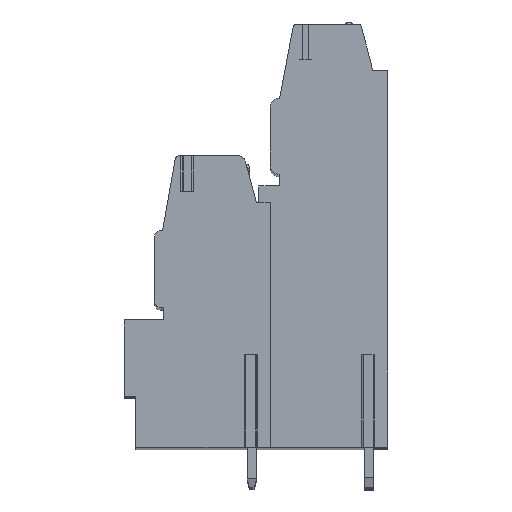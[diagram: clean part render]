
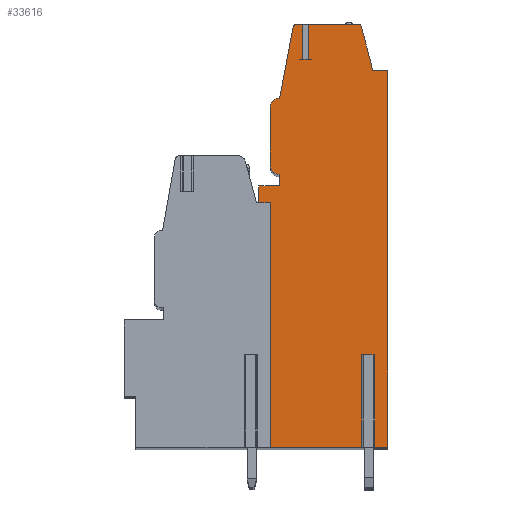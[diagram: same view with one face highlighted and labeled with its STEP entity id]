
A CAD part, top view. The second image highlights one B-rep face of the part: STEP entity #33616.
In plain terms, the highlighted planar face has unit normal (0, 0, 1).
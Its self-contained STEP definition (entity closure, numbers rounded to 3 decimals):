
#13=DIRECTION('',(0.,1.,0.));
#14=VECTOR('',#13,14.45);
#15=CARTESIAN_POINT('',(1.,-19.1,119.38));
#16=LINE('',#15,#14);
#17=DIRECTION('',(0.,-1.,0.));
#18=VECTOR('',#17,1.45);
#19=CARTESIAN_POINT('',(0.,3.5,119.38));
#20=LINE('',#19,#18);
#21=DIRECTION('',(-1.,0.,0.));
#22=VECTOR('',#21,1.8);
#23=CARTESIAN_POINT('',(1.8,3.5,119.38));
#24=LINE('',#23,#22);
#25=DIRECTION('',(0.,-1.,0.));
#26=VECTOR('',#25,1.);
#27=CARTESIAN_POINT('',(1.8,4.5,119.38));
#28=LINE('',#27,#26);
#29=CARTESIAN_POINT('',(1.8,5.3,119.38));
#30=DIRECTION('',(0.,0.,1.));
#31=DIRECTION('',(-1.,0.,0.));
#32=AXIS2_PLACEMENT_3D('',#29,#30,#31);
#34=DIRECTION('',(0.,-1.,0.));
#35=VECTOR('',#34,5.);
#36=CARTESIAN_POINT('',(1.,10.3,119.38));
#37=LINE('',#36,#35);
#38=CARTESIAN_POINT('',(1.8,10.3,119.38));
#39=DIRECTION('',(0.,0.,1.));
#40=DIRECTION('',(0.,1.,0.));
#41=AXIS2_PLACEMENT_3D('',#38,#39,#40);
#43=DIRECTION('',(-0.186,-0.983,0.));
#44=VECTOR('',#43,6.265);
#45=CARTESIAN_POINT('',(2.964,17.256,119.38));
#46=LINE('',#45,#44);
#47=CARTESIAN_POINT('',(3.259,17.2,119.38));
#48=DIRECTION('',(0.,0.,1.));
#49=DIRECTION('',(0.,1.,0.));
#50=AXIS2_PLACEMENT_3D('',#47,#48,#49);
#52=DIRECTION('',(-1.,0.,0.));
#53=VECTOR('',#52,0.551);
#54=CARTESIAN_POINT('',(3.81,17.5,119.38));
#55=LINE('',#54,#53);
#56=DIRECTION('',(0.,-1.,0.));
#57=VECTOR('',#56,3.05);
#58=CARTESIAN_POINT('',(3.81,17.5,119.38));
#59=LINE('',#58,#57);
#60=DIRECTION('',(1.,0.,0.));
#61=VECTOR('',#60,0.5);
#62=CARTESIAN_POINT('',(3.81,14.45,119.38));
#63=LINE('',#62,#61);
#64=DIRECTION('',(0.,-1.,0.));
#65=VECTOR('',#64,3.05);
#66=CARTESIAN_POINT('',(4.31,17.5,119.38));
#67=LINE('',#66,#65);
#68=DIRECTION('',(-1.,0.,0.));
#69=VECTOR('',#68,4.27);
#70=CARTESIAN_POINT('',(8.58,17.5,119.38));
#71=LINE('',#70,#69);
#72=CARTESIAN_POINT('',(8.58,17.2,119.38));
#73=DIRECTION('',(0.,0.,1.));
#74=DIRECTION('',(0.965,0.261,0.));
#75=AXIS2_PLACEMENT_3D('',#72,#73,#74);
#77=DIRECTION('',(-0.261,0.965,0.));
#78=VECTOR('',#77,3.539);
#79=CARTESIAN_POINT('',(9.792,13.861,119.38));
#80=LINE('',#79,#78);
#81=DIRECTION('',(-0.035,0.999,0.));
#82=VECTOR('',#81,0.361);
#83=CARTESIAN_POINT('',(9.805,13.5,119.38));
#84=LINE('',#83,#82);
#85=DIRECTION('',(-1.,0.,0.));
#86=VECTOR('',#85,1.355);
#87=CARTESIAN_POINT('',(11.16,13.5,119.38));
#88=LINE('',#87,#86);
#89=DIRECTION('',(0.,1.,0.));
#90=VECTOR('',#89,32.6);
#91=CARTESIAN_POINT('',(11.16,-19.1,119.38));
#92=LINE('',#91,#90);
#93=DIRECTION('',(1.,0.,0.));
#94=VECTOR('',#93,1.39);
#95=CARTESIAN_POINT('',(9.77,-19.1,119.38));
#96=LINE('',#95,#94);
#97=DIRECTION('',(0.,1.,0.));
#98=VECTOR('',#97,8.);
#99=CARTESIAN_POINT('',(9.77,-19.1,119.38));
#100=LINE('',#99,#98);
#101=DIRECTION('',(-1.,0.,0.));
#102=VECTOR('',#101,0.62);
#103=CARTESIAN_POINT('',(9.77,-11.1,119.38));
#104=LINE('',#103,#102);
#105=DIRECTION('',(0.,1.,0.));
#106=VECTOR('',#105,8.);
#107=CARTESIAN_POINT('',(9.15,-19.1,119.38));
#108=LINE('',#107,#106);
#109=DIRECTION('',(1.,0.,0.));
#110=VECTOR('',#109,8.15);
#111=CARTESIAN_POINT('',(1.,-19.1,119.38));
#112=LINE('',#111,#110);
#133=DIRECTION('',(-1.,0.,0.));
#134=VECTOR('',#133,1.195);
#135=CARTESIAN_POINT('',(1.,-4.65,119.38));
#136=LINE('',#135,#134);
#141=DIRECTION('',(-1.,0.,0.));
#142=VECTOR('',#141,0.195);
#143=CARTESIAN_POINT('',(0.,2.05,119.38));
#144=LINE('',#143,#142);
#1093=DIRECTION('',(0.,-1.,0.));
#1094=VECTOR('',#1093,6.7);
#1095=CARTESIAN_POINT('',(-0.195,2.05,119.38));
#1096=LINE('',#1095,#1094);
#26429=CARTESIAN_POINT('',(11.16,-19.1,119.38));
#26430=CARTESIAN_POINT('',(11.16,13.5,119.38));
#26431=VERTEX_POINT('',#26429);
#26432=VERTEX_POINT('',#26430);
#26433=CARTESIAN_POINT('',(9.805,13.5,119.38));
#26434=VERTEX_POINT('',#26433);
#26435=CARTESIAN_POINT('',(9.792,13.861,119.38));
#26436=VERTEX_POINT('',#26435);
#26437=CARTESIAN_POINT('',(8.87,17.278,119.38));
#26438=VERTEX_POINT('',#26437);
#26439=CARTESIAN_POINT('',(8.58,17.5,119.38));
#26440=VERTEX_POINT('',#26439);
#26441=CARTESIAN_POINT('',(3.259,17.5,119.38));
#26442=CARTESIAN_POINT('',(2.964,17.256,119.38));
#26443=VERTEX_POINT('',#26441);
#26444=VERTEX_POINT('',#26442);
#26445=CARTESIAN_POINT('',(1.8,11.1,119.38));
#26446=VERTEX_POINT('',#26445);
#26447=CARTESIAN_POINT('',(1.,10.3,119.38));
#26448=VERTEX_POINT('',#26447);
#26449=CARTESIAN_POINT('',(1.,5.3,119.38));
#26450=VERTEX_POINT('',#26449);
#26451=CARTESIAN_POINT('',(1.8,4.5,119.38));
#26452=VERTEX_POINT('',#26451);
#26453=CARTESIAN_POINT('',(1.8,3.5,119.38));
#26454=VERTEX_POINT('',#26453);
#26455=CARTESIAN_POINT('',(0.,3.5,119.38));
#26456=VERTEX_POINT('',#26455);
#26561=CARTESIAN_POINT('',(1.,-19.1,119.38));
#26562=VERTEX_POINT('',#26561);
#26587=CARTESIAN_POINT('',(9.77,-11.1,119.38));
#26588=CARTESIAN_POINT('',(9.15,-11.1,119.38));
#26589=VERTEX_POINT('',#26587);
#26590=VERTEX_POINT('',#26588);
#26591=CARTESIAN_POINT('',(9.77,-19.1,119.38));
#26592=VERTEX_POINT('',#26591);
#26593=CARTESIAN_POINT('',(9.15,-19.1,119.38));
#26594=VERTEX_POINT('',#26593);
#26631=CARTESIAN_POINT('',(3.81,14.45,119.38));
#26632=CARTESIAN_POINT('',(4.31,14.45,119.38));
#26633=VERTEX_POINT('',#26631);
#26634=VERTEX_POINT('',#26632);
#26635=CARTESIAN_POINT('',(4.31,17.5,119.38));
#26636=VERTEX_POINT('',#26635);
#26637=CARTESIAN_POINT('',(3.81,17.5,119.38));
#26638=VERTEX_POINT('',#26637);
#27023=CARTESIAN_POINT('',(-0.195,-4.65,119.38));
#27025=VERTEX_POINT('',#27023);
#27027=CARTESIAN_POINT('',(0.,2.05,119.38));
#27028=CARTESIAN_POINT('',(-0.195,2.05,119.38));
#27029=VERTEX_POINT('',#27027);
#27030=VERTEX_POINT('',#27028);
#27035=CARTESIAN_POINT('',(1.,-4.65,119.38));
#27037=VERTEX_POINT('',#27035);
#33555=CARTESIAN_POINT('',(0.,0.,119.38));
#33556=DIRECTION('',(0.,0.,1.));
#33557=DIRECTION('',(1.,0.,0.));
#33558=AXIS2_PLACEMENT_3D('',#33555,#33556,#33557);
#33559=PLANE('',#33558);
#33561=ORIENTED_EDGE('',*,*,#33560,.T.);
#33563=ORIENTED_EDGE('',*,*,#33562,.T.);
#33565=ORIENTED_EDGE('',*,*,#33564,.F.);
#33567=ORIENTED_EDGE('',*,*,#33566,.F.);
#33569=ORIENTED_EDGE('',*,*,#33568,.F.);
#33571=ORIENTED_EDGE('',*,*,#33570,.F.);
#33573=ORIENTED_EDGE('',*,*,#33572,.F.);
#33575=ORIENTED_EDGE('',*,*,#33574,.F.);
#33577=ORIENTED_EDGE('',*,*,#33576,.F.);
#33579=ORIENTED_EDGE('',*,*,#33578,.F.);
#33581=ORIENTED_EDGE('',*,*,#33580,.F.);
#33583=ORIENTED_EDGE('',*,*,#33582,.F.);
#33585=ORIENTED_EDGE('',*,*,#33584,.F.);
#33587=ORIENTED_EDGE('',*,*,#33586,.T.);
#33589=ORIENTED_EDGE('',*,*,#33588,.T.);
#33591=ORIENTED_EDGE('',*,*,#33590,.F.);
#33593=ORIENTED_EDGE('',*,*,#33592,.F.);
#33595=ORIENTED_EDGE('',*,*,#33594,.F.);
#33597=ORIENTED_EDGE('',*,*,#33596,.F.);
#33599=ORIENTED_EDGE('',*,*,#33598,.F.);
#33601=ORIENTED_EDGE('',*,*,#33600,.F.);
#33603=ORIENTED_EDGE('',*,*,#33602,.F.);
#33605=ORIENTED_EDGE('',*,*,#33604,.F.);
#33607=ORIENTED_EDGE('',*,*,#33606,.T.);
#33609=ORIENTED_EDGE('',*,*,#33608,.T.);
#33611=ORIENTED_EDGE('',*,*,#33610,.F.);
#33613=ORIENTED_EDGE('',*,*,#33612,.F.);
#33614=EDGE_LOOP('',(#33561,#33563,#33565,#33567,#33569,#33571,#33573,#33575,
#33577,#33579,#33581,#33583,#33585,#33587,#33589,#33591,#33593,#33595,#33597,
#33599,#33601,#33603,#33605,#33607,#33609,#33611,#33613));
#33615=FACE_OUTER_BOUND('',#33614,.F.);
#33=CIRCLE('',#32,0.8);
#42=CIRCLE('',#41,0.8);
#51=CIRCLE('',#50,0.3);
#76=CIRCLE('',#75,0.3);
#33560=EDGE_CURVE('',#26562,#27037,#16,.T.);
#33562=EDGE_CURVE('',#27037,#27025,#136,.T.);
#33564=EDGE_CURVE('',#27030,#27025,#1096,.T.);
#33566=EDGE_CURVE('',#27029,#27030,#144,.T.);
#33568=EDGE_CURVE('',#26456,#27029,#20,.T.);
#33570=EDGE_CURVE('',#26454,#26456,#24,.T.);
#33572=EDGE_CURVE('',#26452,#26454,#28,.T.);
#33574=EDGE_CURVE('',#26450,#26452,#33,.T.);
#33576=EDGE_CURVE('',#26448,#26450,#37,.T.);
#33578=EDGE_CURVE('',#26446,#26448,#42,.T.);
#33580=EDGE_CURVE('',#26444,#26446,#46,.T.);
#33582=EDGE_CURVE('',#26443,#26444,#51,.T.);
#33584=EDGE_CURVE('',#26638,#26443,#55,.T.);
#33586=EDGE_CURVE('',#26638,#26633,#59,.T.);
#33588=EDGE_CURVE('',#26633,#26634,#63,.T.);
#33590=EDGE_CURVE('',#26636,#26634,#67,.T.);
#33592=EDGE_CURVE('',#26440,#26636,#71,.T.);
#33594=EDGE_CURVE('',#26438,#26440,#76,.T.);
#33596=EDGE_CURVE('',#26436,#26438,#80,.T.);
#33598=EDGE_CURVE('',#26434,#26436,#84,.T.);
#33600=EDGE_CURVE('',#26432,#26434,#88,.T.);
#33602=EDGE_CURVE('',#26431,#26432,#92,.T.);
#33604=EDGE_CURVE('',#26592,#26431,#96,.T.);
#33606=EDGE_CURVE('',#26592,#26589,#100,.T.);
#33608=EDGE_CURVE('',#26589,#26590,#104,.T.);
#33610=EDGE_CURVE('',#26594,#26590,#108,.T.);
#33612=EDGE_CURVE('',#26562,#26594,#112,.T.);
#33616=ADVANCED_FACE('',(#33615),#33559,.T.);
